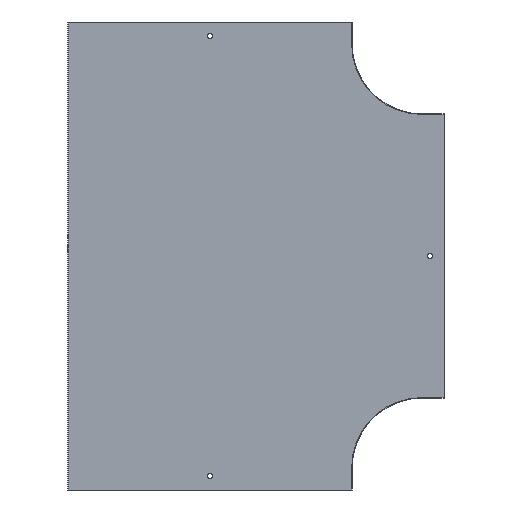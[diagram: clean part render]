
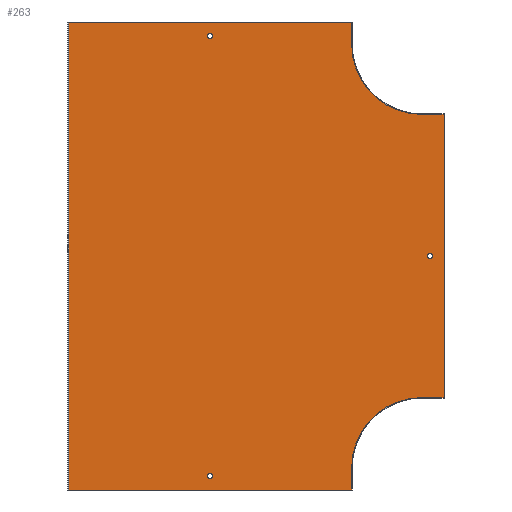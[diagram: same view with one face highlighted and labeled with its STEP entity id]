
A CAD part, front view. The second image highlights one B-rep face of the part: STEP entity #263.
In plain terms, the highlighted planar face has unit normal (0, -1, 0).
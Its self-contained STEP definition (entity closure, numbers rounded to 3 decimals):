
#3 = CIRCLE ( 'NONE', #427, 99.8 ) ;
#4 = LINE ( 'NONE', #644, #101 ) ;
#6 = LINE ( 'NONE', #634, #13 ) ;
#7 = LINE ( 'NONE', #635, #11 ) ;
#8 = LINE ( 'NONE', #637, #9 ) ;
#9 = VECTOR ( 'NONE', #638, 1000. ) ;
#10 = CIRCLE ( 'NONE', #425, 3.5 ) ;
#11 = VECTOR ( 'NONE', #643, 1000. ) ;
#13 = VECTOR ( 'NONE', #639, 1000. ) ;
#23 = FACE_OUTER_BOUND ( 'NONE', #354, .T. ) ;
#95 = CIRCLE ( 'NONE', #422, 3.5 ) ;
#98 = VECTOR ( 'NONE', #653, 1000. ) ;
#99 = LINE ( 'NONE', #652, #98 ) ;
#100 = CIRCLE ( 'NONE', #423, 3.5 ) ;
#101 = VECTOR ( 'NONE', #641, 1000. ) ;
#128 = FACE_BOUND ( 'NONE', #373, .T. ) ;
#129 = FACE_BOUND ( 'NONE', #348, .T. ) ;
#192 = VERTEX_POINT ( 'NONE', #817 ) ;
#193 = VERTEX_POINT ( 'NONE', #815 ) ;
#195 = VERTEX_POINT ( 'NONE', #806 ) ;
#263 = ADVANCED_FACE ( 'NONE', ( #129, #23, #487, #128 ), #576, .F. ) ;
#279 = VECTOR ( 'NONE', #791, 1000. ) ;
#280 = LINE ( 'NONE', #790, #279 ) ;
#282 = VECTOR ( 'NONE', #788, 1000. ) ;
#286 = LINE ( 'NONE', #780, #282 ) ;
#288 = CIRCLE ( 'NONE', #416, 99.8 ) ;
#289 = VECTOR ( 'NONE', #777, 1000. ) ;
#290 = LINE ( 'NONE', #693, #289 ) ;
#313 = VERTEX_POINT ( 'NONE', #598 ) ;
#314 = VERTEX_POINT ( 'NONE', #591 ) ;
#315 = VERTEX_POINT ( 'NONE', #599 ) ;
#318 = VERTEX_POINT ( 'NONE', #602 ) ;
#322 = VERTEX_POINT ( 'NONE', #605 ) ;
#323 = VERTEX_POINT ( 'NONE', #606 ) ;
#331 = VERTEX_POINT ( 'NONE', #614 ) ;
#334 = VERTEX_POINT ( 'NONE', #617 ) ;
#336 = VERTEX_POINT ( 'NONE', #619 ) ;
#348 = EDGE_LOOP ( 'NONE', ( #390 ) ) ;
#354 = EDGE_LOOP ( 'NONE', ( #393, #389, #400, #410, #409, #407, #413, #412, #408, #406 ) ) ;
#362 = VERTEX_POINT ( 'NONE', #628 ) ;
#367 = EDGE_LOOP ( 'NONE', ( #394 ) ) ;
#373 = EDGE_LOOP ( 'NONE', ( #387 ) ) ;
#387 = ORIENTED_EDGE ( 'NONE', *, *, #731, .T. ) ;
#389 = ORIENTED_EDGE ( 'NONE', *, *, #558, .T. ) ;
#390 = ORIENTED_EDGE ( 'NONE', *, *, #726, .T. ) ;
#393 = ORIENTED_EDGE ( 'NONE', *, *, #727, .T. ) ;
#394 = ORIENTED_EDGE ( 'NONE', *, *, #730, .T. ) ;
#400 = ORIENTED_EDGE ( 'NONE', *, *, #725, .T. ) ;
#406 = ORIENTED_EDGE ( 'NONE', *, *, #729, .T. ) ;
#407 = ORIENTED_EDGE ( 'NONE', *, *, #752, .F. ) ;
#408 = ORIENTED_EDGE ( 'NONE', *, *, #728, .T. ) ;
#409 = ORIENTED_EDGE ( 'NONE', *, *, #750, .F. ) ;
#410 = ORIENTED_EDGE ( 'NONE', *, *, #748, .F. ) ;
#412 = ORIENTED_EDGE ( 'NONE', *, *, #568, .F. ) ;
#413 = ORIENTED_EDGE ( 'NONE', *, *, #754, .F. ) ;
#416 = AXIS2_PLACEMENT_3D ( 'NONE', #783, #784, #785 ) ;
#422 = AXIS2_PLACEMENT_3D ( 'NONE', #659, #660, #661 ) ;
#423 = AXIS2_PLACEMENT_3D ( 'NONE', #656, #657, #658 ) ;
#425 = AXIS2_PLACEMENT_3D ( 'NONE', #646, #647, #648 ) ;
#427 = AXIS2_PLACEMENT_3D ( 'NONE', #649, #650, #651 ) ;
#432 = AXIS2_PLACEMENT_3D ( 'NONE', #575, #577, #578 ) ;
#487 = FACE_BOUND ( 'NONE', #367, .T. ) ;
#558 = EDGE_CURVE ( 'NONE', #313, #334, #8, .T. ) ;
#568 = EDGE_CURVE ( 'NONE', #323, #315, #6, .T. ) ;
#575 = CARTESIAN_POINT ( 'NONE',  ( 0., 0., 0. ) ) ;
#576 = PLANE ( 'NONE',  #432 ) ;
#577 = DIRECTION ( 'NONE',  ( 0., 1., 0. ) ) ;
#578 = DIRECTION ( 'NONE',  ( 0., 0., 1. ) ) ;
#591 = CARTESIAN_POINT ( 'NONE',  ( 200.2, 0., -31. ) ) ;
#598 = CARTESIAN_POINT ( 'NONE',  ( 300., 0., -531.2 ) ) ;
#599 = CARTESIAN_POINT ( 'NONE',  ( -200.2, 0., 0. ) ) ;
#602 = CARTESIAN_POINT ( 'NONE',  ( 331., 0., -130.8 ) ) ;
#605 = CARTESIAN_POINT ( 'NONE',  ( 200.2, 0., -631. ) ) ;
#606 = CARTESIAN_POINT ( 'NONE',  ( -200.2, 0., -662. ) ) ;
#614 = CARTESIAN_POINT ( 'NONE',  ( 200.2, 0., -662. ) ) ;
#617 = CARTESIAN_POINT ( 'NONE',  ( 331., 0., -531.2 ) ) ;
#619 = CARTESIAN_POINT ( 'NONE',  ( 300., 0., -130.8 ) ) ;
#628 = CARTESIAN_POINT ( 'NONE',  ( 200.2, 0., 0. ) ) ;
#634 = CARTESIAN_POINT ( 'NONE',  ( -200.2, 0., 0. ) ) ;
#635 = CARTESIAN_POINT ( 'NONE',  ( 331., 0., 0. ) ) ;
#637 = CARTESIAN_POINT ( 'NONE',  ( 0., 0., -531.2 ) ) ;
#638 = DIRECTION ( 'NONE',  ( 1., 0., 0. ) ) ;
#639 = DIRECTION ( 'NONE',  ( 0., 0., 1. ) ) ;
#641 = DIRECTION ( 'NONE',  ( 1., 0., 0. ) ) ;
#643 = DIRECTION ( 'NONE',  ( 0., 0., 1. ) ) ;
#644 = CARTESIAN_POINT ( 'NONE',  ( 0., 0., -662. ) ) ;
#646 = CARTESIAN_POINT ( 'NONE',  ( 311., 0., -331. ) ) ;
#647 = DIRECTION ( 'NONE',  ( 0., 1., 0. ) ) ;
#648 = DIRECTION ( 'NONE',  ( 0., 0., 1. ) ) ;
#649 = CARTESIAN_POINT ( 'NONE',  ( 300., 0., -631. ) ) ;
#650 = DIRECTION ( 'NONE',  ( 0., 1., 0. ) ) ;
#651 = DIRECTION ( 'NONE',  ( 0., 0., 1. ) ) ;
#652 = CARTESIAN_POINT ( 'NONE',  ( 200.2, 0., 0. ) ) ;
#653 = DIRECTION ( 'NONE',  ( 0., 0., 1. ) ) ;
#656 = CARTESIAN_POINT ( 'NONE',  ( 0., 0., -20. ) ) ;
#657 = DIRECTION ( 'NONE',  ( 0., 1., 0. ) ) ;
#658 = DIRECTION ( 'NONE',  ( 0., 0., 1. ) ) ;
#659 = CARTESIAN_POINT ( 'NONE',  ( 0., 0., -642. ) ) ;
#660 = DIRECTION ( 'NONE',  ( 0., 1., 0. ) ) ;
#661 = DIRECTION ( 'NONE',  ( 0., 0., -1. ) ) ;
#693 = CARTESIAN_POINT ( 'NONE',  ( 0., 0., -130.8 ) ) ;
#725 = EDGE_CURVE ( 'NONE', #334, #318, #7, .T. ) ;
#726 = EDGE_CURVE ( 'NONE', #195, #195, #10, .T. ) ;
#727 = EDGE_CURVE ( 'NONE', #322, #313, #3, .T. ) ;
#728 = EDGE_CURVE ( 'NONE', #323, #331, #4, .T. ) ;
#729 = EDGE_CURVE ( 'NONE', #331, #322, #99, .T. ) ;
#730 = EDGE_CURVE ( 'NONE', #193, #193, #100, .T. ) ;
#731 = EDGE_CURVE ( 'NONE', #192, #192, #95, .T. ) ;
#748 = EDGE_CURVE ( 'NONE', #336, #318, #290, .T. ) ;
#750 = EDGE_CURVE ( 'NONE', #314, #336, #288, .T. ) ;
#752 = EDGE_CURVE ( 'NONE', #362, #314, #286, .T. ) ;
#754 = EDGE_CURVE ( 'NONE', #315, #362, #280, .T. ) ;
#777 = DIRECTION ( 'NONE',  ( 1., 0., 0. ) ) ;
#780 = CARTESIAN_POINT ( 'NONE',  ( 200.2, 0., 0. ) ) ;
#783 = CARTESIAN_POINT ( 'NONE',  ( 300., 0., -31. ) ) ;
#784 = DIRECTION ( 'NONE',  ( 0., -1., 0. ) ) ;
#785 = DIRECTION ( 'NONE',  ( 0., 0., 1. ) ) ;
#788 = DIRECTION ( 'NONE',  ( 0., 0., -1. ) ) ;
#790 = CARTESIAN_POINT ( 'NONE',  ( 0., 0., 0. ) ) ;
#791 = DIRECTION ( 'NONE',  ( 1., 0., 0. ) ) ;
#806 = CARTESIAN_POINT ( 'NONE',  ( 311., 0., -327.5 ) ) ;
#815 = CARTESIAN_POINT ( 'NONE',  ( 0., 0., -16.5 ) ) ;
#817 = CARTESIAN_POINT ( 'NONE',  ( 0., 0., -645.5 ) ) ;
